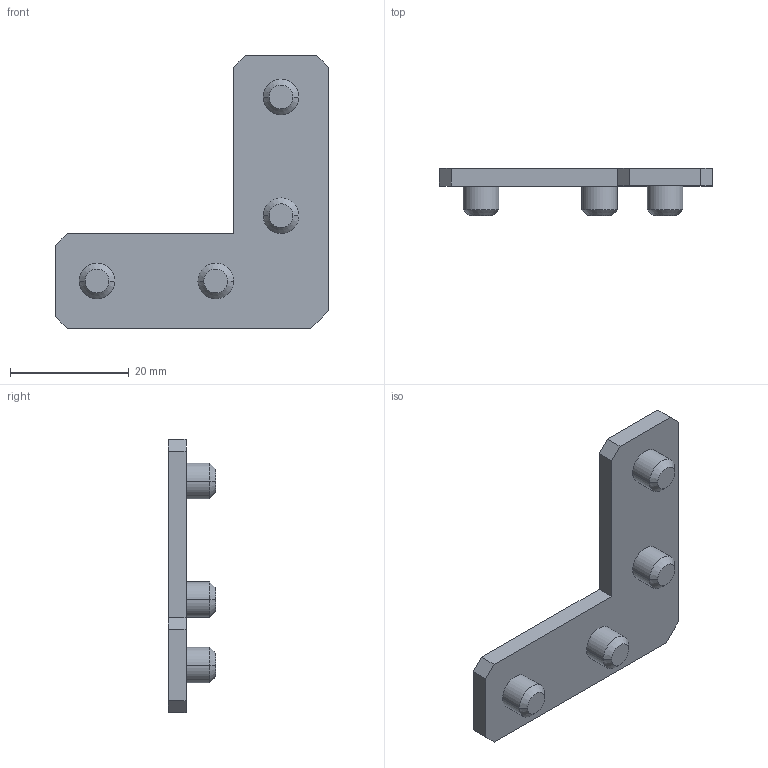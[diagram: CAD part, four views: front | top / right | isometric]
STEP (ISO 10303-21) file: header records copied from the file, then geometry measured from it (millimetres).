
FILE_DESCRIPTION((''),'2;1');
FILE_NAME('11119_KOTNIK_ZUN_45S_U8_KPL_ASM','2022-09-16T13:44:41',('PredragRovcanin'),('Audax d.o.o.'),'CREO PARAMETRIC BY PTC INC, 2020281','CREO PARAMETRIC BY PTC INC, 2020281','');
FILE_SCHEMA(('AUTOMOTIVE_DESIGN { 1 0 10303 214 1 1 1 1 }'));
Length unit declared in the file: millimetre
Products named in the file (3): 11119_KOTNIK_ZUN_45S_U8; L-DIN913-M6X8; 11119_KOTNIK_ZUN_45S_U8_KPL_ASM
Assembly tree (5 placements, depth 2):
  11119_KOTNIK_ZUN_45S_U8_KPL_ASM
    11119_KOTNIK_ZUN_45S_U8
    L-DIN913-M6X8  x4
Bounding box: 46 x 8 x 46 mm (x, y, z)
Volume: 4099.7 mm3; surface area: 4079.6 mm2
Topology: 5 solids, 9 shells, 141 faces, 308 edges, 192 vertices
Faces by surface type: plane 69, cylinder 48, cone 24
Entity records: 3514 total; most frequent: CARTESIAN_POINT 386, DIRECTION 353, COLOUR_RGB 323, ORIENTED_EDGE 278, PRESENTATION_STYLE_ASSIGNMENT 164, STYLED_ITEM 164, CURVE_STYLE 158, EDGE_CURVE 147
